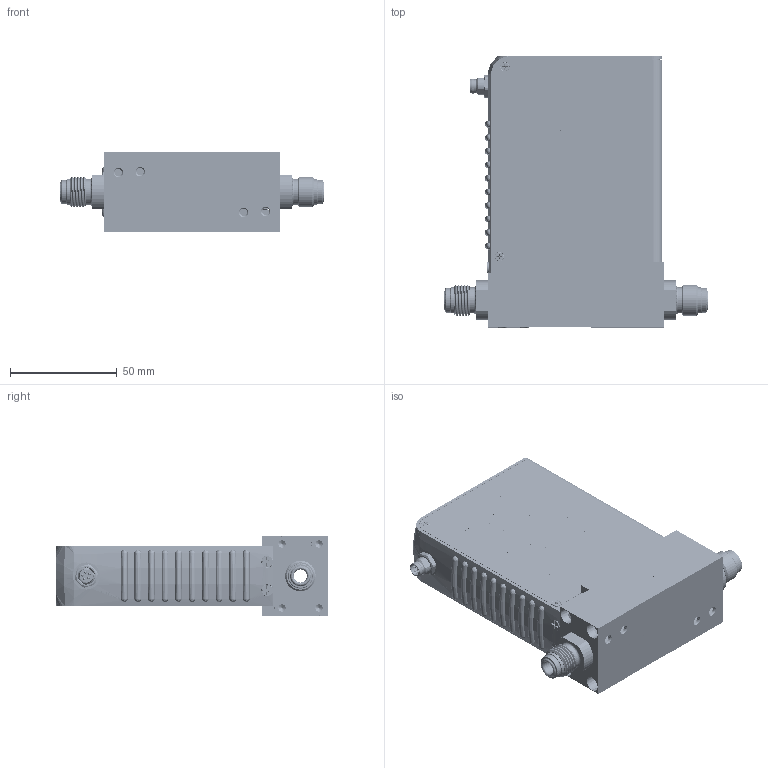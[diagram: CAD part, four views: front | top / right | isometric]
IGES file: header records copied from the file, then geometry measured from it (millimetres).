
Start section: SolidWorks IGES file using analytic representation for surfaces
Global section: file name: GF100-GF120-GF125-VX-E0.IGS; native system: SolidWorks 2020; preprocessor: SolidWorks 2020; author: CFehr; date: 220324.111048; units: inch
Bounding box: 124.02 x 127 x 37.6 mm (x, y, z)
Volume: 76225.8 mm3; surface area: 89551.9 mm2
Topology: 153 solids, 153 shells, 7179 faces, 35889 edges, 30057 vertices
Faces by surface type: plane 3735, bspline 2231, revolution 1213
